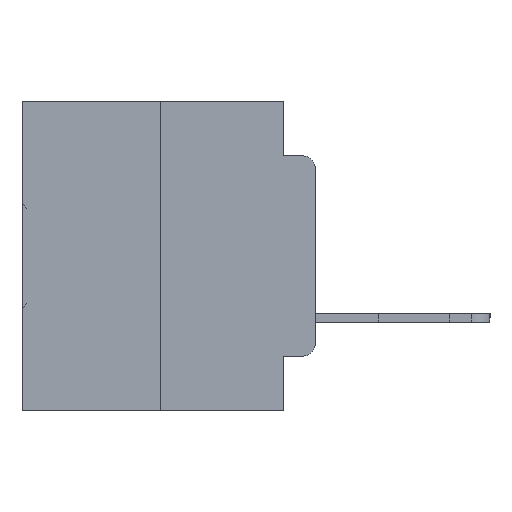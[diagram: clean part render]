
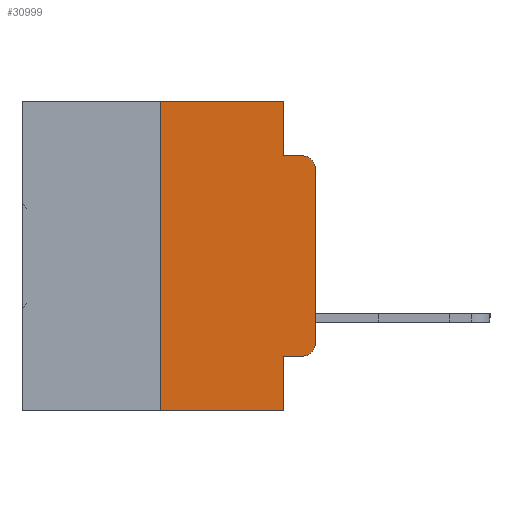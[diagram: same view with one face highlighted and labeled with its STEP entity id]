
A CAD part, left-side view. The second image highlights one B-rep face of the part: STEP entity #30999.
In plain terms, the highlighted planar face has unit normal (-1, 0, 0).
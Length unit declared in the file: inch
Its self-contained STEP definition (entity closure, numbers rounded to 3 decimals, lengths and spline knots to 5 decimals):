
#163 = DIRECTION ( 'NONE',  ( 0., 0., -1. ) ) ;
#377 = VECTOR ( 'NONE', #26319, 39.37008 ) ;
#484 = ORIENTED_EDGE ( 'NONE', *, *, #4340, .T. ) ;
#662 = VERTEX_POINT ( 'NONE', #26587 ) ;
#744 = EDGE_CURVE ( 'NONE', #17804, #662, #30234, .T. ) ;
#1179 = FACE_OUTER_BOUND ( 'NONE', #13772, .T. ) ;
#2281 = DIRECTION ( 'NONE',  ( 0., -1., 0. ) ) ;
#2667 = DIRECTION ( 'NONE',  ( 0., -1., 0. ) ) ;
#3258 = VERTEX_POINT ( 'NONE', #21321 ) ;
#3776 = DIRECTION ( 'NONE',  ( 1., 0., 0. ) ) ;
#4340 = EDGE_CURVE ( 'NONE', #5021, #17804, #18598, .T. ) ;
#4640 = CARTESIAN_POINT ( 'NONE',  ( 0., 0.02, -0.1085 ) ) ;
#4665 = VERTEX_POINT ( 'NONE', #21435 ) ;
#5021 = VERTEX_POINT ( 'NONE', #28246 ) ;
#5841 = CARTESIAN_POINT ( 'NONE',  ( 0., 0.051, -0.0885 ) ) ;
#7142 = CARTESIAN_POINT ( 'NONE',  ( 0., 0.051, 0. ) ) ;
#7330 = CARTESIAN_POINT ( 'NONE',  ( 0., 0.051, 0. ) ) ;
#7470 = LINE ( 'NONE', #15800, #377 ) ;
#7571 = ORIENTED_EDGE ( 'NONE', *, *, #744, .T. ) ;
#7573 = CARTESIAN_POINT ( 'NONE',  ( 0., 0.02, -0.3915 ) ) ;
#7998 = ORIENTED_EDGE ( 'NONE', *, *, #20803, .T. ) ;
#8858 = AXIS2_PLACEMENT_3D ( 'NONE', #14209, #3776, #22116 ) ;
#8986 = PLANE ( 'NONE',  #8858 ) ;
#9078 = CARTESIAN_POINT ( 'NONE',  ( 0., 0.473, 0. ) ) ;
#9225 = ORIENTED_EDGE ( 'NONE', *, *, #27794, .F. ) ;
#9721 = VERTEX_POINT ( 'NONE', #9844 ) ;
#9844 = CARTESIAN_POINT ( 'NONE',  ( 0., 0.25, 0. ) ) ;
#10208 = DIRECTION ( 'NONE',  ( 0., 0., -1. ) ) ;
#10383 = DIRECTION ( 'NONE',  ( 0., 0., 1. ) ) ;
#11635 = VECTOR ( 'NONE', #10383, 39.37008 ) ;
#12013 = CARTESIAN_POINT ( 'NONE',  ( 0., 0.051, -0.4115 ) ) ;
#12332 = CARTESIAN_POINT ( 'NONE',  ( 0., 0., -0.1085 ) ) ;
#12520 = AXIS2_PLACEMENT_3D ( 'NONE', #4640, #33866, #163 ) ;
#13152 = VERTEX_POINT ( 'NONE', #20134 ) ;
#13296 = ORIENTED_EDGE ( 'NONE', *, *, #24738, .T. ) ;
#13461 = VECTOR ( 'NONE', #22528, 39.37008 ) ;
#13772 = EDGE_LOOP ( 'NONE', ( #484, #7571, #29212, #9225, #23099, #31645, #13296, #28018, #7998, #22701 ) ) ;
#13916 = LINE ( 'NONE', #7330, #29431 ) ;
#14209 = CARTESIAN_POINT ( 'NONE',  ( 0., 0.473, 0. ) ) ;
#14516 = LINE ( 'NONE', #32998, #26795 ) ;
#15543 = CARTESIAN_POINT ( 'NONE',  ( 0., 0., 0. ) ) ;
#15800 = CARTESIAN_POINT ( 'NONE',  ( 0., 0.25, 0. ) ) ;
#17307 = EDGE_CURVE ( 'NONE', #3258, #5021, #18840, .T. ) ;
#17804 = VERTEX_POINT ( 'NONE', #12332 ) ;
#18598 = LINE ( 'NONE', #15543, #11635 ) ;
#18840 = CIRCLE ( 'NONE', #27366, 0.02 ) ;
#19141 = VECTOR ( 'NONE', #2281, 39.37008 ) ;
#20134 = CARTESIAN_POINT ( 'NONE',  ( 0., 0.25, -0.5 ) ) ;
#20140 = LINE ( 'NONE', #9078, #26237 ) ;
#20644 = VECTOR ( 'NONE', #2667, 39.37008 ) ;
#20803 = EDGE_CURVE ( 'NONE', #4665, #3258, #27371, .T. ) ;
#21048 = CARTESIAN_POINT ( 'NONE',  ( 0., 0.473, -0.5 ) ) ;
#21321 = CARTESIAN_POINT ( 'NONE',  ( 0., 0.02, -0.4115 ) ) ;
#21435 = CARTESIAN_POINT ( 'NONE',  ( 0., 0.051, -0.4115 ) ) ;
#21462 = LINE ( 'NONE', #21048, #20644 ) ;
#22116 = DIRECTION ( 'NONE',  ( 0., 0., -1. ) ) ;
#22211 = CARTESIAN_POINT ( 'NONE',  ( 0., 0.051, -0.5 ) ) ;
#22528 = DIRECTION ( 'NONE',  ( 0., -1., 0. ) ) ;
#22641 = DIRECTION ( 'NONE',  ( 0., 0., -1. ) ) ;
#22701 = ORIENTED_EDGE ( 'NONE', *, *, #17307, .T. ) ;
#23099 = ORIENTED_EDGE ( 'NONE', *, *, #26291, .F. ) ;
#24216 = VERTEX_POINT ( 'NONE', #22211 ) ;
#24295 = EDGE_CURVE ( 'NONE', #4665, #24216, #14516, .T. ) ;
#24738 = EDGE_CURVE ( 'NONE', #13152, #24216, #21462, .T. ) ;
#25584 = DIRECTION ( 'NONE',  ( 0., 0., -1. ) ) ;
#25817 = VERTEX_POINT ( 'NONE', #7142 ) ;
#25830 = DIRECTION ( 'NONE',  ( -1., 0., 0. ) ) ;
#26030 = EDGE_CURVE ( 'NONE', #13152, #9721, #7470, .T. ) ;
#26147 = VERTEX_POINT ( 'NONE', #5841 ) ;
#26237 = VECTOR ( 'NONE', #29929, 39.37008 ) ;
#26291 = EDGE_CURVE ( 'NONE', #9721, #25817, #20140, .T. ) ;
#26319 = DIRECTION ( 'NONE',  ( 0., 0., 1. ) ) ;
#26587 = CARTESIAN_POINT ( 'NONE',  ( 0., 0.02, -0.0885 ) ) ;
#26795 = VECTOR ( 'NONE', #22641, 39.37008 ) ;
#27366 = AXIS2_PLACEMENT_3D ( 'NONE', #7573, #25830, #10208 ) ;
#27371 = LINE ( 'NONE', #12013, #13461 ) ;
#27794 = EDGE_CURVE ( 'NONE', #25817, #26147, #13916, .T. ) ;
#28018 = ORIENTED_EDGE ( 'NONE', *, *, #24295, .F. ) ;
#28246 = CARTESIAN_POINT ( 'NONE',  ( 0., 0., -0.3915 ) ) ;
#29212 = ORIENTED_EDGE ( 'NONE', *, *, #33004, .F. ) ;
#29431 = VECTOR ( 'NONE', #25584, 39.37008 ) ;
#29929 = DIRECTION ( 'NONE',  ( 0., -1., 0. ) ) ;
#30234 = CIRCLE ( 'NONE', #12520, 0.02 ) ;
#30999 = ADVANCED_FACE ( 'NONE', ( #1179 ), #8986, .F. ) ;
#31645 = ORIENTED_EDGE ( 'NONE', *, *, #26030, .F. ) ;
#32972 = LINE ( 'NONE', #33631, #19141 ) ;
#32998 = CARTESIAN_POINT ( 'NONE',  ( 0., 0.051, 0. ) ) ;
#33004 = EDGE_CURVE ( 'NONE', #26147, #662, #32972, .T. ) ;
#33631 = CARTESIAN_POINT ( 'NONE',  ( 0., 0.051, -0.0885 ) ) ;
#33866 = DIRECTION ( 'NONE',  ( -1., 0., 0. ) ) ;
